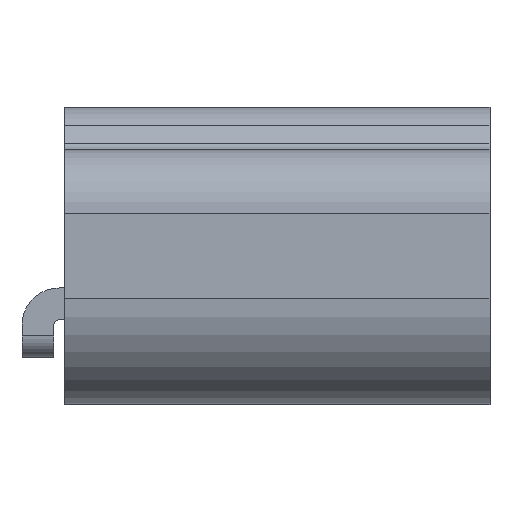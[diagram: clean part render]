
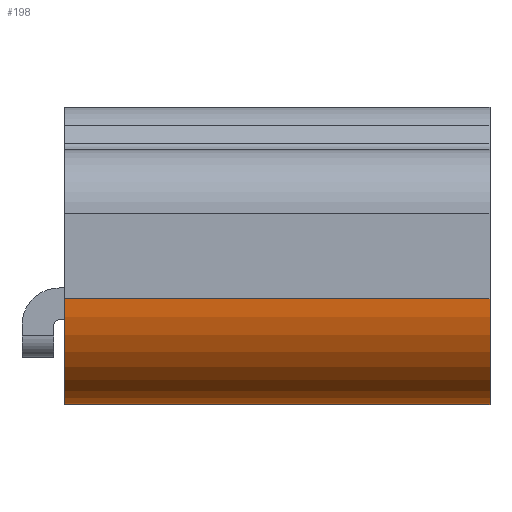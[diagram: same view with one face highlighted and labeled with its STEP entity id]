
A CAD part, front view. The second image highlights one B-rep face of the part: STEP entity #198.
In plain terms, the highlighted cylindrical face has radius 10 mm (diameter 20 mm), a partial arc.
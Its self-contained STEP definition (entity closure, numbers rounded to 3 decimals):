
#160 = EDGE_CURVE ( 'NONE', #945, #3285, #3353, .T. ) ;
#198 = ADVANCED_FACE ( 'NONE', ( #1722 ), #2366, .T. ) ;
#261 = AXIS2_PLACEMENT_3D ( 'NONE', #1535, #1166, #794 ) ;
#470 = ORIENTED_EDGE ( 'NONE', *, *, #160, .T. ) ;
#656 = EDGE_LOOP ( 'NONE', ( #2216, #660, #2718, #470 ) ) ;
#660 = ORIENTED_EDGE ( 'NONE', *, *, #1589, .F. ) ;
#712 = CARTESIAN_POINT ( 'NONE',  ( 20., -114., 0. ) ) ;
#794 = DIRECTION ( 'NONE',  ( 0., 0., 1. ) ) ;
#931 = VECTOR ( 'NONE', #1918, 1000. ) ;
#945 = VERTEX_POINT ( 'NONE', #1124 ) ;
#1007 = CARTESIAN_POINT ( 'NONE',  ( -20., -114., 10. ) ) ;
#1124 = CARTESIAN_POINT ( 'NONE',  ( 20., -124., 10. ) ) ;
#1166 = DIRECTION ( 'NONE',  ( 1., 0., 0. ) ) ;
#1295 = VERTEX_POINT ( 'NONE', #712 ) ;
#1313 = EDGE_CURVE ( 'NONE', #3285, #2274, #1448, .T. ) ;
#1433 = AXIS2_PLACEMENT_3D ( 'NONE', #3084, #2705, #2317 ) ;
#1448 = CIRCLE ( 'NONE', #2025, 10. ) ;
#1535 = CARTESIAN_POINT ( 'NONE',  ( 20., -114., 10. ) ) ;
#1589 = EDGE_CURVE ( 'NONE', #1295, #2274, #2680, .T. ) ;
#1722 = FACE_OUTER_BOUND ( 'NONE', #656, .T. ) ;
#1776 = CARTESIAN_POINT ( 'NONE',  ( -20., -114., 0. ) ) ;
#1918 = DIRECTION ( 'NONE',  ( -1., 0., 0. ) ) ;
#2025 = AXIS2_PLACEMENT_3D ( 'NONE', #1007, #3198, #2818 ) ;
#2216 = ORIENTED_EDGE ( 'NONE', *, *, #1313, .T. ) ;
#2274 = VERTEX_POINT ( 'NONE', #1776 ) ;
#2297 = CARTESIAN_POINT ( 'NONE',  ( 20., -114., 0. ) ) ;
#2317 = DIRECTION ( 'NONE',  ( 0., 0., 1. ) ) ;
#2366 = CYLINDRICAL_SURFACE ( 'NONE', #1433, 10. ) ;
#2386 = VECTOR ( 'NONE', #2596, 1000. ) ;
#2596 = DIRECTION ( 'NONE',  ( -1., 0., 0. ) ) ;
#2680 = LINE ( 'NONE', #2297, #931 ) ;
#2705 = DIRECTION ( 'NONE',  ( -1., 0., 0. ) ) ;
#2718 = ORIENTED_EDGE ( 'NONE', *, *, #2824, .F. ) ;
#2818 = DIRECTION ( 'NONE',  ( 0., 0., 1. ) ) ;
#2824 = EDGE_CURVE ( 'NONE', #945, #1295, #2902, .T. ) ;
#2902 = CIRCLE ( 'NONE', #261, 10. ) ;
#2965 = CARTESIAN_POINT ( 'NONE',  ( 20., -124., 10. ) ) ;
#3084 = CARTESIAN_POINT ( 'NONE',  ( 20., -114., 10. ) ) ;
#3198 = DIRECTION ( 'NONE',  ( 1., 0., 0. ) ) ;
#3285 = VERTEX_POINT ( 'NONE', #3334 ) ;
#3334 = CARTESIAN_POINT ( 'NONE',  ( -20., -124., 10. ) ) ;
#3353 = LINE ( 'NONE', #2965, #2386 ) ;
